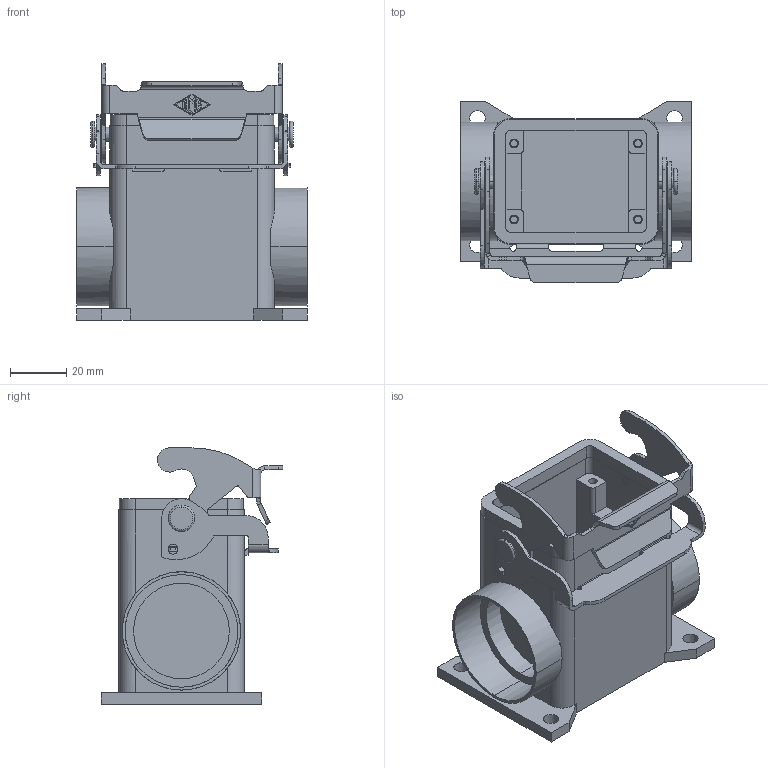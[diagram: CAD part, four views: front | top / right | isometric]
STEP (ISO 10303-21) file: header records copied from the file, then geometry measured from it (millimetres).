
FILE_DESCRIPTION(('Creo Elements/Direct Modeling STEP Export'),'2;1');
FILE_NAME('0ln7uvk49a7c4v94008','2017-02-20T14:48:39',(''),(''),'PTC Creo Elements/Direct Modeling STEP processor for AP214 (Solid Model)','PTC Creo Elements/Direct Modeling 19.0E 27-Jun-2016 (C) Parametric Technology GmbH','');
FILE_SCHEMA(('AUTOMOTIVE_DESIGN { 1 0 10303 214 1 1 1 1 }'));
Length unit declared in the file: millimetre
Products named in the file (1): M7APE_06_L40
Bounding box: 82 x 64.48 x 91 mm (x, y, z)
Volume: 81086.4 mm3; surface area: 49765.9 mm2
Topology: 1 solids, 1 shells, 403 faces, 1105 edges, 728 vertices
Faces by surface type: plane 205, cylinder 176, bspline 12, torus 6, cone 4
Entity records: 19064 total; most frequent: CARTESIAN_POINT 5544, ORIENTED_EDGE 2202, DIRECTION 2091, EDGE_CURVE 1101, VERTEX_POINT 728, AXIS2_PLACEMENT_3D 705, VECTOR 681, LINE 681
